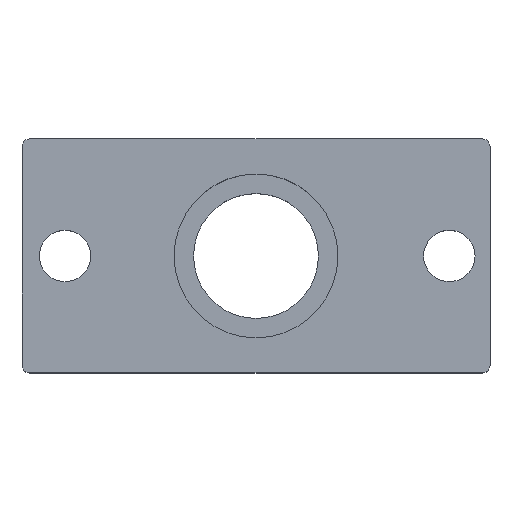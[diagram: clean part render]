
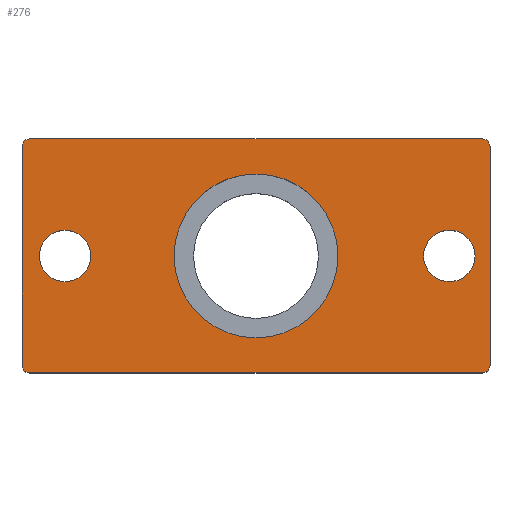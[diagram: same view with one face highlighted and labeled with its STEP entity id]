
A CAD part, top view. The second image highlights one B-rep face of the part: STEP entity #276.
In plain terms, the highlighted planar face has unit normal (0, 0, 1).
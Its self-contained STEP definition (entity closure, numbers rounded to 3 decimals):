
#19=FACE_BOUND('',#63,.T.);
#20=FACE_BOUND('',#64,.T.);
#21=FACE_BOUND('',#65,.T.);
#28=PLANE('',#330);
#43=FACE_OUTER_BOUND('',#62,.T.);
#62=EDGE_LOOP('',(#243,#244,#245,#246,#247,#248,#249,#250));
#63=EDGE_LOOP('',(#251));
#64=EDGE_LOOP('',(#252));
#65=EDGE_LOOP('',(#253));
#72=LINE('',#447,#92);
#78=LINE('',#462,#98);
#84=LINE('',#487,#104);
#85=LINE('',#489,#105);
#92=VECTOR('',#361,10.);
#98=VECTOR('',#377,10.);
#104=VECTOR('',#409,10.);
#105=VECTOR('',#412,10.);
#106=CIRCLE('',#301,1.);
#114=CIRCLE('',#312,1.);
#115=CIRCLE('',#314,1.);
#116=CIRCLE('',#317,1.);
#117=CIRCLE('',#319,3.3);
#118=CIRCLE('',#321,3.3);
#120=CIRCLE('',#325,10.5);
#122=VERTEX_POINT('',#417);
#123=VERTEX_POINT('',#418);
#135=VERTEX_POINT('',#446);
#136=VERTEX_POINT('',#450);
#137=VERTEX_POINT('',#454);
#138=VERTEX_POINT('',#455);
#139=VERTEX_POINT('',#460);
#140=VERTEX_POINT('',#464);
#141=VERTEX_POINT('',#468);
#142=VERTEX_POINT('',#472);
#144=VERTEX_POINT('',#480);
#146=EDGE_CURVE('',#122,#123,#106,.T.);
#160=EDGE_CURVE('',#135,#123,#72,.T.);
#162=EDGE_CURVE('',#135,#136,#114,.T.);
#164=EDGE_CURVE('',#137,#138,#115,.T.);
#168=EDGE_CURVE('',#137,#139,#78,.T.);
#169=EDGE_CURVE('',#140,#139,#116,.T.);
#171=EDGE_CURVE('',#141,#141,#117,.T.);
#173=EDGE_CURVE('',#142,#142,#118,.T.);
#177=EDGE_CURVE('',#144,#144,#120,.T.);
#180=EDGE_CURVE('',#122,#138,#84,.T.);
#181=EDGE_CURVE('',#140,#136,#85,.T.);
#243=ORIENTED_EDGE('',*,*,#146,.F.);
#244=ORIENTED_EDGE('',*,*,#180,.T.);
#245=ORIENTED_EDGE('',*,*,#164,.F.);
#246=ORIENTED_EDGE('',*,*,#168,.T.);
#247=ORIENTED_EDGE('',*,*,#169,.F.);
#248=ORIENTED_EDGE('',*,*,#181,.T.);
#249=ORIENTED_EDGE('',*,*,#162,.F.);
#250=ORIENTED_EDGE('',*,*,#160,.T.);
#251=ORIENTED_EDGE('',*,*,#171,.T.);
#252=ORIENTED_EDGE('',*,*,#173,.T.);
#253=ORIENTED_EDGE('',*,*,#177,.T.);
#276=ADVANCED_FACE('',(#43,#19,#20,#21),#28,.T.);
#301=AXIS2_PLACEMENT_3D('',#419,#335,#336);
#312=AXIS2_PLACEMENT_3D('',#451,#365,#366);
#314=AXIS2_PLACEMENT_3D('',#456,#370,#371);
#317=AXIS2_PLACEMENT_3D('',#465,#380,#381);
#319=AXIS2_PLACEMENT_3D('',#469,#385,#386);
#321=AXIS2_PLACEMENT_3D('',#473,#390,#391);
#325=AXIS2_PLACEMENT_3D('',#481,#400,#401);
#330=AXIS2_PLACEMENT_3D('',#490,#413,#414);
#335=DIRECTION('center_axis',(0.,0.,-1.));
#336=DIRECTION('ref_axis',(-0.707,-0.707,0.));
#361=DIRECTION('',(0.,-1.,0.));
#365=DIRECTION('center_axis',(0.,0.,-1.));
#366=DIRECTION('ref_axis',(-0.707,0.707,0.));
#370=DIRECTION('center_axis',(0.,0.,-1.));
#371=DIRECTION('ref_axis',(0.707,-0.707,0.));
#377=DIRECTION('',(0.,1.,0.));
#380=DIRECTION('center_axis',(0.,0.,-1.));
#381=DIRECTION('ref_axis',(0.707,0.707,0.));
#385=DIRECTION('center_axis',(0.,0.,-1.));
#386=DIRECTION('ref_axis',(1.,0.,0.));
#390=DIRECTION('center_axis',(0.,0.,-1.));
#391=DIRECTION('ref_axis',(1.,0.,0.));
#400=DIRECTION('center_axis',(0.,0.,-1.));
#401=DIRECTION('ref_axis',(1.,0.,0.));
#409=DIRECTION('',(1.,0.,0.));
#412=DIRECTION('',(-1.,0.,0.));
#413=DIRECTION('center_axis',(0.,0.,1.));
#414=DIRECTION('ref_axis',(1.,0.,0.));
#417=CARTESIAN_POINT('',(-29.,-15.,10.));
#418=CARTESIAN_POINT('',(-30.,-14.,10.));
#419=CARTESIAN_POINT('Origin',(-29.,-14.,10.));
#446=CARTESIAN_POINT('',(-30.,14.,10.));
#447=CARTESIAN_POINT('',(-30.,15.,10.));
#450=CARTESIAN_POINT('',(-29.,15.,10.));
#451=CARTESIAN_POINT('Origin',(-29.,14.,10.));
#454=CARTESIAN_POINT('',(30.,-14.,10.));
#455=CARTESIAN_POINT('',(29.,-15.,10.));
#456=CARTESIAN_POINT('Origin',(29.,-14.,10.));
#460=CARTESIAN_POINT('',(30.,14.,10.));
#462=CARTESIAN_POINT('',(30.,-15.,10.));
#464=CARTESIAN_POINT('',(29.,15.,10.));
#465=CARTESIAN_POINT('Origin',(29.,14.,10.));
#468=CARTESIAN_POINT('',(21.486,0.,10.));
#469=CARTESIAN_POINT('Origin',(24.786,0.,10.));
#472=CARTESIAN_POINT('',(-27.777,0.,10.));
#473=CARTESIAN_POINT('Origin',(-24.477,0.,10.));
#480=CARTESIAN_POINT('',(-10.5,0.,10.));
#481=CARTESIAN_POINT('Origin',(0.,0.,10.));
#487=CARTESIAN_POINT('',(-30.,-15.,10.));
#489=CARTESIAN_POINT('',(30.,15.,10.));
#490=CARTESIAN_POINT('Origin',(0.,0.,
10.));
